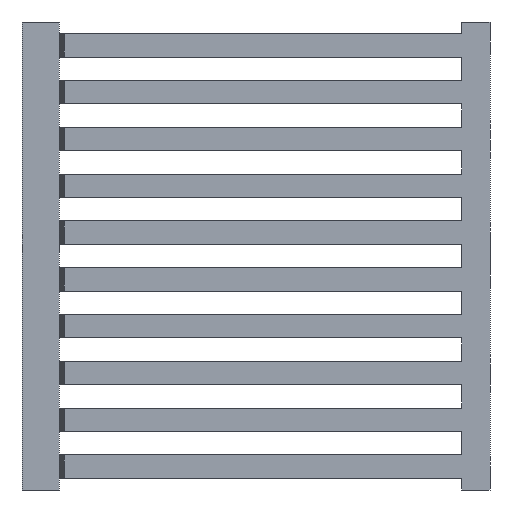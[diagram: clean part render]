
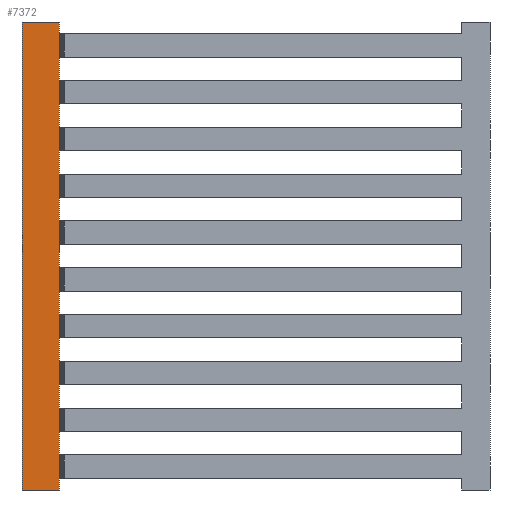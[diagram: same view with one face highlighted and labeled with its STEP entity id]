
A CAD part, left-side view. The second image highlights one B-rep face of the part: STEP entity #7372.
In plain terms, the highlighted planar face has unit normal (-1, 0, 0).
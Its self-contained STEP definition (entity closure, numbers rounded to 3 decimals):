
#173 = VECTOR ( 'NONE', #3940, 1000. ) ;
#249 = LINE ( 'NONE', #3332, #173 ) ;
#486 = FACE_OUTER_BOUND ( 'NONE', #3046, .T. ) ;
#978 = CARTESIAN_POINT ( 'NONE',  ( -20., 100., -100. ) ) ;
#1157 = CARTESIAN_POINT ( 'NONE',  ( -20., 92., -100. ) ) ;
#1181 = VECTOR ( 'NONE', #1703, 1000. ) ;
#1523 = ORIENTED_EDGE ( 'NONE', *, *, #4367, .F. ) ;
#1590 = DIRECTION ( 'NONE',  ( 0., 0., 1. ) ) ;
#1703 = DIRECTION ( 'NONE',  ( 0., -1., 0. ) ) ;
#1974 = ORIENTED_EDGE ( 'NONE', *, *, #2480, .F. ) ;
#2196 = LINE ( 'NONE', #4669, #4713 ) ;
#2274 = CARTESIAN_POINT ( 'NONE',  ( -20., 92., -100. ) ) ;
#2309 = PLANE ( 'NONE',  #7075 ) ;
#2351 = CARTESIAN_POINT ( 'NONE',  ( -20., 100., 0. ) ) ;
#2480 = EDGE_CURVE ( 'NONE', #6392, #3139, #4137, .T. ) ;
#3046 = EDGE_LOOP ( 'NONE', ( #1974, #1523, #7814, #4819 ) ) ;
#3139 = VERTEX_POINT ( 'NONE', #3413 ) ;
#3294 = VERTEX_POINT ( 'NONE', #3607 ) ;
#3332 = CARTESIAN_POINT ( 'NONE',  ( -20., 100., -100. ) ) ;
#3413 = CARTESIAN_POINT ( 'NONE',  ( -20., 92., 0. ) ) ;
#3607 = CARTESIAN_POINT ( 'NONE',  ( -20., 100., -100. ) ) ;
#3940 = DIRECTION ( 'NONE',  ( 0., -1., 0. ) ) ;
#4096 = DIRECTION ( 'NONE',  ( -1., 0., 0. ) ) ;
#4137 = LINE ( 'NONE', #2351, #1181 ) ;
#4282 = EDGE_CURVE ( 'NONE', #3294, #7448, #249, .T. ) ;
#4367 = EDGE_CURVE ( 'NONE', #3294, #6392, #2196, .T. ) ;
#4669 = CARTESIAN_POINT ( 'NONE',  ( -20., 100., -100. ) ) ;
#4713 = VECTOR ( 'NONE', #1590, 1000. ) ;
#4819 = ORIENTED_EDGE ( 'NONE', *, *, #7772, .T. ) ;
#4877 = LINE ( 'NONE', #1157, #7988 ) ;
#4913 = DIRECTION ( 'NONE',  ( 0., 0., 1. ) ) ;
#5082 = CARTESIAN_POINT ( 'NONE',  ( -20., 100., 0. ) ) ;
#6392 = VERTEX_POINT ( 'NONE', #5082 ) ;
#7075 = AXIS2_PLACEMENT_3D ( 'NONE', #978, #4096, #7159 ) ;
#7159 = DIRECTION ( 'NONE',  ( 0., 0., 1. ) ) ;
#7372 = ADVANCED_FACE ( 'NONE', ( #486 ), #2309, .T. ) ;
#7448 = VERTEX_POINT ( 'NONE', #2274 ) ;
#7772 = EDGE_CURVE ( 'NONE', #7448, #3139, #4877, .T. ) ;
#7814 = ORIENTED_EDGE ( 'NONE', *, *, #4282, .T. ) ;
#7988 = VECTOR ( 'NONE', #4913, 1000. ) ;
